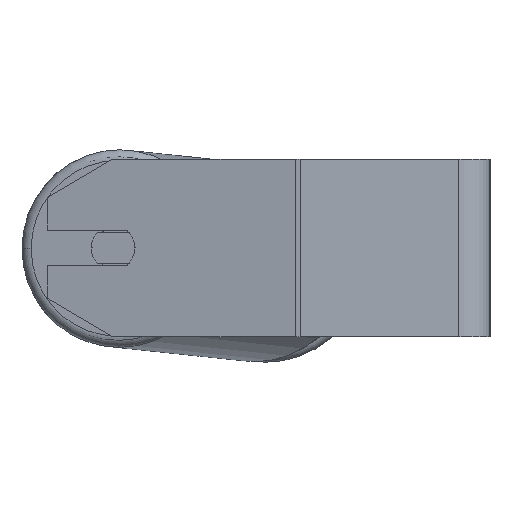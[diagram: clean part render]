
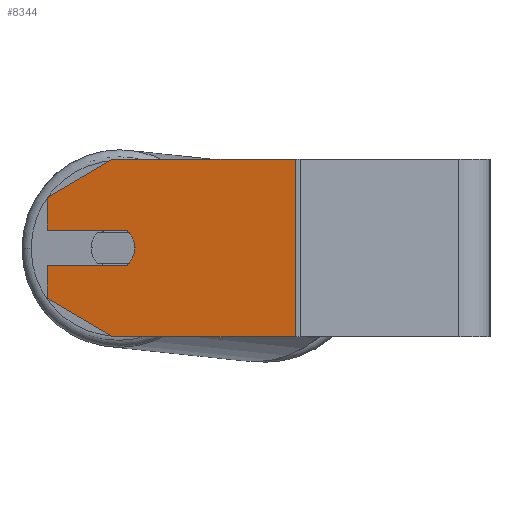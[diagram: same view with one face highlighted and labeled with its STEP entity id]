
A CAD part, left-side view. The second image highlights one B-rep face of the part: STEP entity #8344.
In plain terms, the highlighted planar face has unit normal (-0.985, 0.174, 0).
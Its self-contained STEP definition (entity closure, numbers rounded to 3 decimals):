
#35 = ORIENTED_EDGE ( 'NONE', *, *, #3990, .F. ) ;
#187 = CARTESIAN_POINT ( 'NONE',  ( -580.33, 169.757, 40. ) ) ;
#202 = VECTOR ( 'NONE', #4486, 1000. ) ;
#219 = LINE ( 'NONE', #1532, #7562 ) ;
#274 = ORIENTED_EDGE ( 'NONE', *, *, #1257, .F. ) ;
#362 = LINE ( 'NONE', #499, #598 ) ;
#403 = LINE ( 'NONE', #7827, #1739 ) ;
#444 = CARTESIAN_POINT ( 'NONE',  ( -580.33, 169.757, -40. ) ) ;
#493 = DIRECTION ( 'NONE',  ( -0.985, 0.174, 0. ) ) ;
#499 = CARTESIAN_POINT ( 'NONE',  ( -594.787, 87.768, 40. ) ) ;
#598 = VECTOR ( 'NONE', #6419, 1000. ) ;
#645 = ORIENTED_EDGE ( 'NONE', *, *, #1511, .F. ) ;
#651 = VERTEX_POINT ( 'NONE', #3611 ) ;
#814 = ORIENTED_EDGE ( 'NONE', *, *, #4098, .F. ) ;
#851 = VERTEX_POINT ( 'NONE', #4745 ) ;
#1175 = ORIENTED_EDGE ( 'NONE', *, *, #4452, .T. ) ;
#1202 = VECTOR ( 'NONE', #3488, 1000. ) ;
#1222 = ORIENTED_EDGE ( 'NONE', *, *, #2125, .F. ) ;
#1257 = EDGE_CURVE ( 'NONE', #651, #6723, #362, .T. ) ;
#1344 = CIRCLE ( 'NONE', #2618, 10. ) ;
#1383 = EDGE_CURVE ( 'NONE', #2134, #851, #8752, .T. ) ;
#1400 = ORIENTED_EDGE ( 'NONE', *, *, #2326, .T. ) ;
#1511 = EDGE_CURVE ( 'NONE', #8763, #651, #4628, .T. ) ;
#1523 = CARTESIAN_POINT ( 'NONE',  ( -575.121, 199.301, 40. ) ) ;
#1531 = PLANE ( 'NONE',  #2468 ) ;
#1532 = CARTESIAN_POINT ( 'NONE',  ( -581.372, 163.848, -8. ) ) ;
#1705 = CARTESIAN_POINT ( 'NONE',  ( -582.067, 159.909, 0. ) ) ;
#1739 = VECTOR ( 'NONE', #5756, 1000. ) ;
#2027 = VERTEX_POINT ( 'NONE', #6562 ) ;
#2070 = VERTEX_POINT ( 'NONE', #3374 ) ;
#2093 = CARTESIAN_POINT ( 'NONE',  ( -580.33, 169.757, 0. ) ) ;
#2125 = EDGE_CURVE ( 'NONE', #3156, #3047, #7245, .T. ) ;
#2134 = VERTEX_POINT ( 'NONE', #6811 ) ;
#2326 = EDGE_CURVE ( 'NONE', #851, #6760, #403, .T. ) ;
#2439 = ORIENTED_EDGE ( 'NONE', *, *, #5476, .T. ) ;
#2468 = AXIS2_PLACEMENT_3D ( 'NONE', #4065, #2857, #4859 ) ;
#2618 = AXIS2_PLACEMENT_3D ( 'NONE', #3975, #493, #6020 ) ;
#2652 = CARTESIAN_POINT ( 'NONE',  ( -575.121, 199.301, 40. ) ) ;
#2687 = DIRECTION ( 'NONE',  ( 0., 0., -1. ) ) ;
#2773 = CARTESIAN_POINT ( 'NONE',  ( -581.372, 163.848, 8. ) ) ;
#2857 = DIRECTION ( 'NONE',  ( 0.985, -0.174, 0. ) ) ;
#3047 = VERTEX_POINT ( 'NONE', #1705 ) ;
#3156 = VERTEX_POINT ( 'NONE', #6531 ) ;
#3176 = CARTESIAN_POINT ( 'NONE',  ( -575.121, 199.301, -40. ) ) ;
#3374 = CARTESIAN_POINT ( 'NONE',  ( -575.121, 199.301, 8. ) ) ;
#3392 = LINE ( 'NONE', #2773, #4281 ) ;
#3488 = DIRECTION ( 'NONE',  ( 0., 0., -1. ) ) ;
#3508 = DIRECTION ( 'NONE',  ( -0.985, 0.174, 0. ) ) ;
#3611 = CARTESIAN_POINT ( 'NONE',  ( -594.787, 87.768, 40. ) ) ;
#3811 = LINE ( 'NONE', #5980, #202 ) ;
#3845 = CARTESIAN_POINT ( 'NONE',  ( -575.121, 199.301, 22.679 ) ) ;
#3975 = CARTESIAN_POINT ( 'NONE',  ( -580.33, 169.757, 0. ) ) ;
#3990 = EDGE_CURVE ( 'NONE', #3047, #2027, #1344, .T. ) ;
#4065 = CARTESIAN_POINT ( 'NONE',  ( -575.121, 199.301, 40. ) ) ;
#4098 = EDGE_CURVE ( 'NONE', #2134, #3156, #219, .T. ) ;
#4281 = VECTOR ( 'NONE', #6789, 1000. ) ;
#4452 = EDGE_CURVE ( 'NONE', #6762, #2070, #6835, .T. ) ;
#4486 = DIRECTION ( 'NONE',  ( 0.15, 0.853, -0.5 ) ) ;
#4628 = LINE ( 'NONE', #7184, #6529 ) ;
#4693 = DIRECTION ( 'NONE',  ( -0.174, -0.985, 0. ) ) ;
#4745 = CARTESIAN_POINT ( 'NONE',  ( -575.121, 199.301, -22.679 ) ) ;
#4859 = DIRECTION ( 'NONE',  ( 0.174, 0.985, 0. ) ) ;
#5476 = EDGE_CURVE ( 'NONE', #6760, #6723, #6049, .T. ) ;
#5736 = EDGE_CURVE ( 'NONE', #2027, #2070, #3392, .T. ) ;
#5756 = DIRECTION ( 'NONE',  ( -0.15, -0.853, -0.5 ) ) ;
#5980 = CARTESIAN_POINT ( 'NONE',  ( -575.121, 199.301, 22.679 ) ) ;
#5999 = DIRECTION ( 'NONE',  ( -0.174, -0.985, 0. ) ) ;
#6020 = DIRECTION ( 'NONE',  ( -0.174, -0.985, 0. ) ) ;
#6049 = LINE ( 'NONE', #3176, #6814 ) ;
#6172 = ORIENTED_EDGE ( 'NONE', *, *, #6377, .T. ) ;
#6377 = EDGE_CURVE ( 'NONE', #8763, #6762, #3811, .T. ) ;
#6419 = DIRECTION ( 'NONE',  ( 0., 0., -1. ) ) ;
#6529 = VECTOR ( 'NONE', #5999, 1000. ) ;
#6531 = CARTESIAN_POINT ( 'NONE',  ( -581.372, 163.848, -8. ) ) ;
#6562 = CARTESIAN_POINT ( 'NONE',  ( -581.372, 163.848, 8. ) ) ;
#6723 = VERTEX_POINT ( 'NONE', #7162 ) ;
#6734 = ORIENTED_EDGE ( 'NONE', *, *, #1383, .T. ) ;
#6760 = VERTEX_POINT ( 'NONE', #444 ) ;
#6762 = VERTEX_POINT ( 'NONE', #3845 ) ;
#6789 = DIRECTION ( 'NONE',  ( 0.174, 0.985, 0. ) ) ;
#6811 = CARTESIAN_POINT ( 'NONE',  ( -575.121, 199.301, -8. ) ) ;
#6814 = VECTOR ( 'NONE', #8704, 1000. ) ;
#6835 = LINE ( 'NONE', #1523, #1202 ) ;
#6926 = FACE_OUTER_BOUND ( 'NONE', #8568, .T. ) ;
#7091 = VECTOR ( 'NONE', #2687, 1000. ) ;
#7162 = CARTESIAN_POINT ( 'NONE',  ( -594.787, 87.768, -40. ) ) ;
#7184 = CARTESIAN_POINT ( 'NONE',  ( -575.121, 199.301, 40. ) ) ;
#7245 = CIRCLE ( 'NONE', #7532, 10. ) ;
#7532 = AXIS2_PLACEMENT_3D ( 'NONE', #2093, #3508, #4693 ) ;
#7562 = VECTOR ( 'NONE', #8175, 1000. ) ;
#7827 = CARTESIAN_POINT ( 'NONE',  ( -580.33, 169.757, -40. ) ) ;
#8056 = ORIENTED_EDGE ( 'NONE', *, *, #5736, .F. ) ;
#8175 = DIRECTION ( 'NONE',  ( -0.174, -0.985, 0. ) ) ;
#8344 = ADVANCED_FACE ( 'NONE', ( #6926 ), #1531, .F. ) ;
#8568 = EDGE_LOOP ( 'NONE', ( #1222, #814, #6734, #1400, #2439, #274, #645, #6172, #1175, #8056, #35 ) ) ;
#8704 = DIRECTION ( 'NONE',  ( -0.174, -0.985, 0. ) ) ;
#8752 = LINE ( 'NONE', #2652, #7091 ) ;
#8763 = VERTEX_POINT ( 'NONE', #187 ) ;
